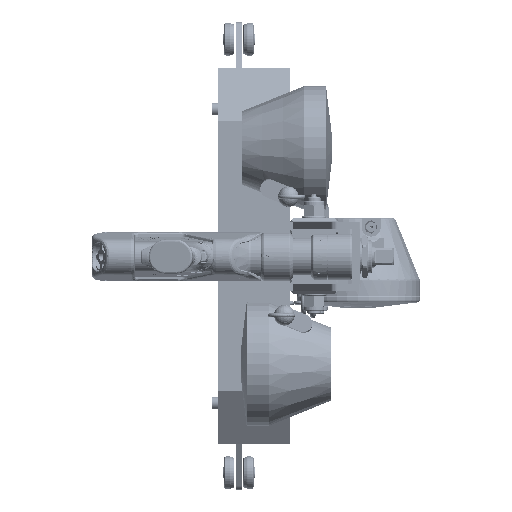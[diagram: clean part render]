
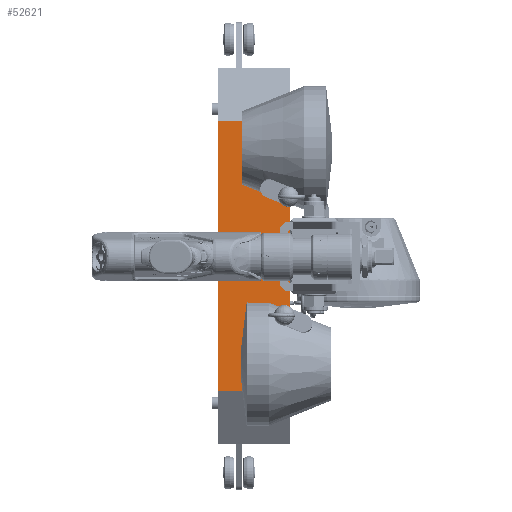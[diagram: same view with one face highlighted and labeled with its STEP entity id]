
A CAD part, front view. The second image highlights one B-rep face of the part: STEP entity #52621.
In plain terms, the highlighted planar face has unit normal (0, -1, 0).
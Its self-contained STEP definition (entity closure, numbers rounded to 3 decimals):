
#52350=DIRECTION('',(0.,0.,1.));
#52351=VECTOR('',#52350,396.);
#52352=CARTESIAN_POINT('',(214.252,1687.92,
-543.06));
#52353=LINE('',#52352,#52351);
#52354=DIRECTION('',(-1.,0.,0.));
#52355=VECTOR('',#52354,105.);
#52356=CARTESIAN_POINT('',(319.252,1687.92,
-543.06));
#52357=LINE('',#52356,#52355);
#52358=DIRECTION('',(-1.,0.,0.));
#52359=VECTOR('',#52358,105.);
#52360=CARTESIAN_POINT('',(319.252,1687.92,
-147.06));
#52361=LINE('',#52360,#52359);
#52378=DIRECTION('',(0.,0.,1.));
#52379=VECTOR('',#52378,396.);
#52380=CARTESIAN_POINT('',(319.252,1687.92,
-543.06));
#52381=LINE('',#52380,#52379);
#52426=CARTESIAN_POINT('',(214.252,1687.92,
-147.06));
#52427=VERTEX_POINT('',#52426);
#52428=CARTESIAN_POINT('',(214.252,1687.92,
-543.06));
#52429=VERTEX_POINT('',#52428);
#52474=CARTESIAN_POINT('',(319.252,1687.92,
-543.06));
#52475=VERTEX_POINT('',#52474);
#52476=CARTESIAN_POINT('',(319.252,1687.92,
-147.06));
#52477=VERTEX_POINT('',#52476);
#52608=CARTESIAN_POINT('',(214.252,1687.92,
-147.06));
#52609=DIRECTION('',(0.,-1.,0.));
#52610=DIRECTION('',(0.,0.,-1.));
#52611=AXIS2_PLACEMENT_3D('',#52608,#52609,#52610);
#52612=PLANE('',#52611);
#52613=ORIENTED_EDGE('',*,*,#52487,.T.);
#52615=ORIENTED_EDGE('',*,*,#52614,.F.);
#52617=ORIENTED_EDGE('',*,*,#52616,.F.);
#52618=ORIENTED_EDGE('',*,*,#52600,.T.);
#52619=EDGE_LOOP('',(#52613,#52615,#52617,#52618));
#52620=FACE_OUTER_BOUND('',#52619,.F.);
#52487=EDGE_CURVE('',#52429,#52427,#52353,.T.);
#52600=EDGE_CURVE('',#52475,#52429,#52357,.T.);
#52614=EDGE_CURVE('',#52477,#52427,#52361,.T.);
#52616=EDGE_CURVE('',#52475,#52477,#52381,.T.);
#52621=ADVANCED_FACE('',(#52620),#52612,.T.);
